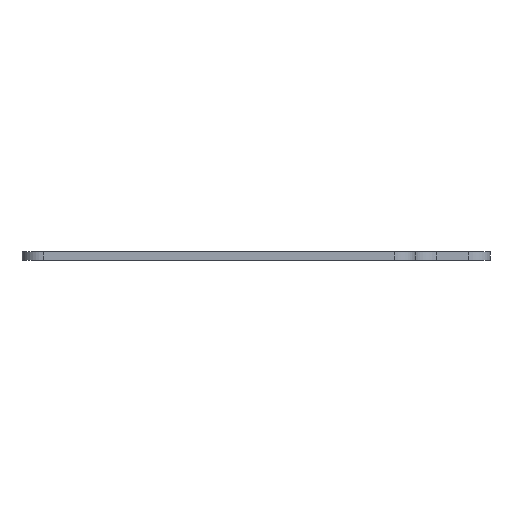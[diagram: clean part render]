
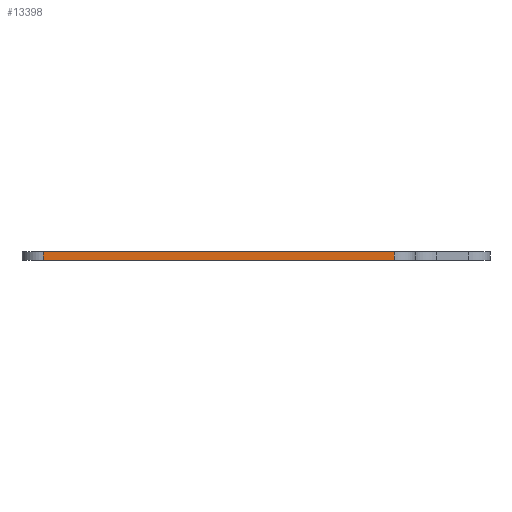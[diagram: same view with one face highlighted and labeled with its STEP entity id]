
A CAD part, left-side view. The second image highlights one B-rep face of the part: STEP entity #13398.
In plain terms, the highlighted planar face has unit normal (-1, 0, 0).
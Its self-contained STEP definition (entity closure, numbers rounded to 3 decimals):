
#55 = CYLINDRICAL_SURFACE('',#56,4.);
#56 = AXIS2_PLACEMENT_3D('',#57,#58,#59);
#57 = CARTESIAN_POINT('',(144.518,-120.823,0.));
#58 = DIRECTION('',(0.,0.,-1.));
#59 = DIRECTION('',(1.,0.,0.));
#83 = PLANE('',#84);
#84 = AXIS2_PLACEMENT_3D('',#85,#86,#87);
#85 = CARTESIAN_POINT('',(199.4,-91.926,1.6));
#86 = DIRECTION('',(0.,0.,1.));
#87 = DIRECTION('',(1.,0.,0.));
#137 = PLANE('',#138);
#138 = AXIS2_PLACEMENT_3D('',#139,#140,#141);
#139 = CARTESIAN_POINT('',(199.4,-91.926,0.));
#140 = DIRECTION('',(0.,0.,1.));
#141 = DIRECTION('',(1.,0.,0.));
#152 = EDGE_CURVE('',#153,#155,#157,.T.);
#153 = VERTEX_POINT('',#154);
#154 = CARTESIAN_POINT('',(140.518,-120.823,0.));
#155 = VERTEX_POINT('',#156);
#156 = CARTESIAN_POINT('',(140.518,-120.823,1.6));
#157 = SURFACE_CURVE('',#158,(#162,#169),.PCURVE_S1.);
#158 = LINE('',#159,#160);
#159 = CARTESIAN_POINT('',(140.518,-120.823,0.));
#160 = VECTOR('',#161,1.);
#161 = DIRECTION('',(0.,0.,1.));
#162 = PCURVE('',#55,#163);
#163 = DEFINITIONAL_REPRESENTATION('',(#164),#168);
#164 = LINE('',#165,#166);
#165 = CARTESIAN_POINT('',(-3.142,0.));
#166 = VECTOR('',#167,1.);
#167 = DIRECTION('',(0.,-1.));
#168 = ( GEOMETRIC_REPRESENTATION_CONTEXT(2) 
PARAMETRIC_REPRESENTATION_CONTEXT() REPRESENTATION_CONTEXT('2D SPACE',''
  ) );
#169 = PCURVE('',#170,#175);
#170 = PLANE('',#171);
#171 = AXIS2_PLACEMENT_3D('',#172,#173,#174);
#172 = CARTESIAN_POINT('',(140.518,-53.962,0.));
#173 = DIRECTION('',(1.,0.,0.));
#174 = DIRECTION('',(0.,-1.,0.));
#175 = DEFINITIONAL_REPRESENTATION('',(#176),#180);
#176 = LINE('',#177,#178);
#177 = CARTESIAN_POINT('',(66.861,0.));
#178 = VECTOR('',#179,1.);
#179 = DIRECTION('',(0.,-1.));
#180 = ( GEOMETRIC_REPRESENTATION_CONTEXT(2) 
PARAMETRIC_REPRESENTATION_CONTEXT() REPRESENTATION_CONTEXT('2D SPACE',''
  ) );
#618 = VERTEX_POINT('',#619);
#619 = CARTESIAN_POINT('',(140.518,-53.962,0.));
#634 = CYLINDRICAL_SURFACE('',#635,4.);
#635 = AXIS2_PLACEMENT_3D('',#636,#637,#638);
#636 = CARTESIAN_POINT('',(144.518,-53.962,0.));
#637 = DIRECTION('',(0.,0.,-1.));
#638 = DIRECTION('',(1.,0.,0.));
#646 = EDGE_CURVE('',#618,#153,#647,.T.);
#647 = SURFACE_CURVE('',#648,(#652,#659),.PCURVE_S1.);
#648 = LINE('',#649,#650);
#649 = CARTESIAN_POINT('',(140.518,-53.962,0.));
#650 = VECTOR('',#651,1.);
#651 = DIRECTION('',(0.,-1.,0.));
#652 = PCURVE('',#137,#653);
#653 = DEFINITIONAL_REPRESENTATION('',(#654),#658);
#654 = LINE('',#655,#656);
#655 = CARTESIAN_POINT('',(-58.882,37.964));
#656 = VECTOR('',#657,1.);
#657 = DIRECTION('',(0.,-1.));
#658 = ( GEOMETRIC_REPRESENTATION_CONTEXT(2) 
PARAMETRIC_REPRESENTATION_CONTEXT() REPRESENTATION_CONTEXT('2D SPACE',''
  ) );
#659 = PCURVE('',#170,#660);
#660 = DEFINITIONAL_REPRESENTATION('',(#661),#665);
#661 = LINE('',#662,#663);
#662 = CARTESIAN_POINT('',(0.,0.));
#663 = VECTOR('',#664,1.);
#664 = DIRECTION('',(1.,0.));
#665 = ( GEOMETRIC_REPRESENTATION_CONTEXT(2) 
PARAMETRIC_REPRESENTATION_CONTEXT() REPRESENTATION_CONTEXT('2D SPACE',''
  ) );
#7736 = VERTEX_POINT('',#7737);
#7737 = CARTESIAN_POINT('',(140.518,-53.962,1.6));
#7759 = EDGE_CURVE('',#7736,#155,#7760,.T.);
#7760 = SURFACE_CURVE('',#7761,(#7765,#7772),.PCURVE_S1.);
#7761 = LINE('',#7762,#7763);
#7762 = CARTESIAN_POINT('',(140.518,-53.962,1.6));
#7763 = VECTOR('',#7764,1.);
#7764 = DIRECTION('',(0.,-1.,0.));
#7765 = PCURVE('',#83,#7766);
#7766 = DEFINITIONAL_REPRESENTATION('',(#7767),#7771);
#7767 = LINE('',#7768,#7769);
#7768 = CARTESIAN_POINT('',(-58.882,37.964));
#7769 = VECTOR('',#7770,1.);
#7770 = DIRECTION('',(0.,-1.));
#7771 = ( GEOMETRIC_REPRESENTATION_CONTEXT(2) 
PARAMETRIC_REPRESENTATION_CONTEXT() REPRESENTATION_CONTEXT('2D SPACE',''
  ) );
#7772 = PCURVE('',#170,#7773);
#7773 = DEFINITIONAL_REPRESENTATION('',(#7774),#7778);
#7774 = LINE('',#7775,#7776);
#7775 = CARTESIAN_POINT('',(0.,-1.6));
#7776 = VECTOR('',#7777,1.);
#7777 = DIRECTION('',(1.,0.));
#7778 = ( GEOMETRIC_REPRESENTATION_CONTEXT(2) 
PARAMETRIC_REPRESENTATION_CONTEXT() REPRESENTATION_CONTEXT('2D SPACE',''
  ) );
#13398 = ADVANCED_FACE('',(#13399),#170,.F.);
#13399 = FACE_BOUND('',#13400,.F.);
#13400 = EDGE_LOOP('',(#13401,#13422,#13423,#13424));
#13401 = ORIENTED_EDGE('',*,*,#13402,.T.);
#13402 = EDGE_CURVE('',#618,#7736,#13403,.T.);
#13403 = SURFACE_CURVE('',#13404,(#13408,#13415),.PCURVE_S1.);
#13404 = LINE('',#13405,#13406);
#13405 = CARTESIAN_POINT('',(140.518,-53.962,0.));
#13406 = VECTOR('',#13407,1.);
#13407 = DIRECTION('',(0.,0.,1.));
#13408 = PCURVE('',#170,#13409);
#13409 = DEFINITIONAL_REPRESENTATION('',(#13410),#13414);
#13410 = LINE('',#13411,#13412);
#13411 = CARTESIAN_POINT('',(0.,0.));
#13412 = VECTOR('',#13413,1.);
#13413 = DIRECTION('',(0.,-1.));
#13414 = ( GEOMETRIC_REPRESENTATION_CONTEXT(2) 
PARAMETRIC_REPRESENTATION_CONTEXT() REPRESENTATION_CONTEXT('2D SPACE',''
  ) );
#13415 = PCURVE('',#634,#13416);
#13416 = DEFINITIONAL_REPRESENTATION('',(#13417),#13421);
#13417 = LINE('',#13418,#13419);
#13418 = CARTESIAN_POINT('',(-3.142,0.));
#13419 = VECTOR('',#13420,1.);
#13420 = DIRECTION('',(0.,-1.));
#13421 = ( GEOMETRIC_REPRESENTATION_CONTEXT(2) 
PARAMETRIC_REPRESENTATION_CONTEXT() REPRESENTATION_CONTEXT('2D SPACE',''
  ) );
#13422 = ORIENTED_EDGE('',*,*,#7759,.T.);
#13423 = ORIENTED_EDGE('',*,*,#152,.F.);
#13424 = ORIENTED_EDGE('',*,*,#646,.F.);
